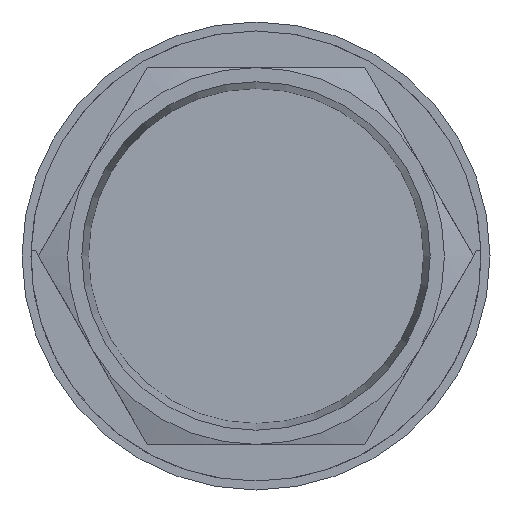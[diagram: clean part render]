
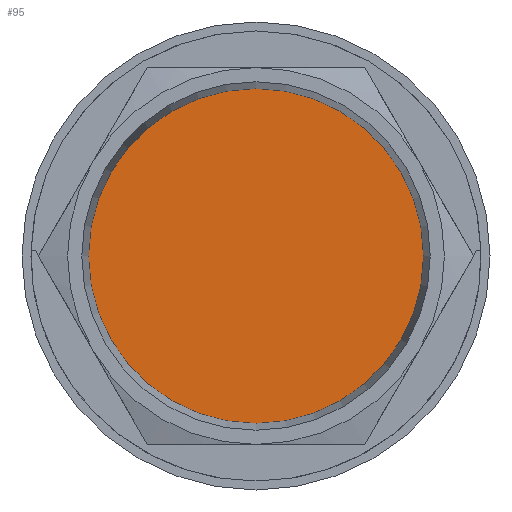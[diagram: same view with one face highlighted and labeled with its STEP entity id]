
A CAD part, left-side view. The second image highlights one B-rep face of the part: STEP entity #95.
In plain terms, the highlighted planar face has unit normal (-1, 0, 0).
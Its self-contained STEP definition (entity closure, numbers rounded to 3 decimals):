
#95 = ADVANCED_FACE( '', ( #201 ), #202, .F. );
#201 = FACE_OUTER_BOUND( '', #306, .T. );
#202 = PLANE( '', #307 );
#306 = EDGE_LOOP( '', ( #495 ) );
#307 = AXIS2_PLACEMENT_3D( '', #496, #497, #498 );
#495 = ORIENTED_EDGE( '', *, *, #608, .F. );
#496 = CARTESIAN_POINT( '', ( 3.667, 0., 0. ) );
#497 = DIRECTION( '', ( 1., 0., 0. ) );
#498 = DIRECTION( '', ( 0., 0., -1. ) );
#608 = EDGE_CURVE( '', #721, #721, #722, .T. );
#721 = VERTEX_POINT( '', #909 );
#722 = CIRCLE( '', #910, 16. );
#909 = CARTESIAN_POINT( '', ( 3.667, 0., -16. ) );
#910 = AXIS2_PLACEMENT_3D( '', #1014, #1015, #1016 );
#1014 = CARTESIAN_POINT( '', ( 3.667, 0., 0. ) );
#1015 = DIRECTION( '', ( 1., 0., 0. ) );
#1016 = DIRECTION( '', ( 0., 0., -1. ) );
